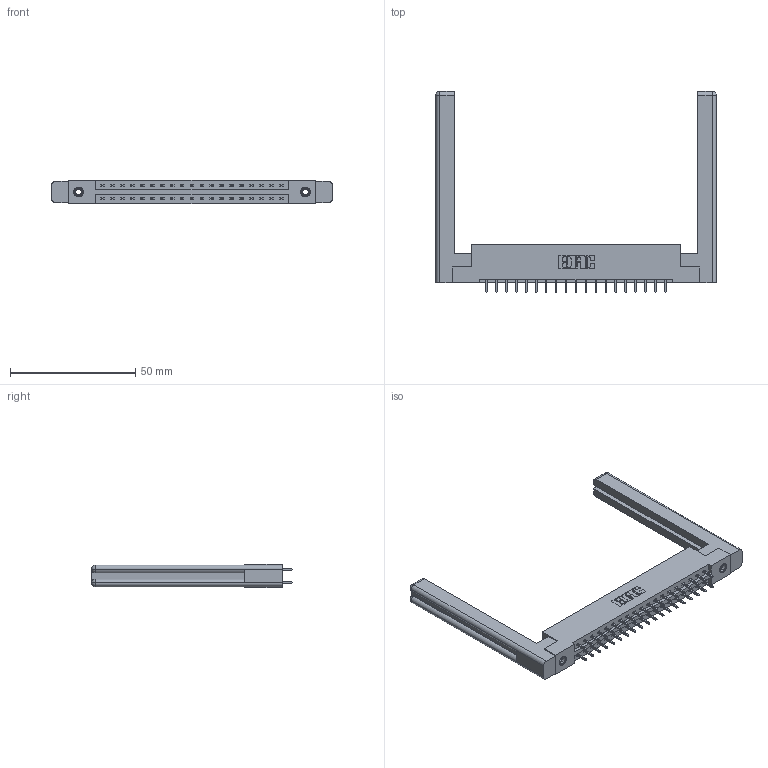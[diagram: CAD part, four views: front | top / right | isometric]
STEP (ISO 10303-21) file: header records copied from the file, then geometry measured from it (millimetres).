
FILE_DESCRIPTION (( 'STEP AP203' ), '1' );
FILE_NAME ('387-038-521-258.STEP', '2019-10-17T20:51:16', ( '' ), ( '' ), 'SwSTEP 2.0', 'SolidWorks 2016', '' );
FILE_SCHEMA (( 'CONFIG_CONTROL_DESIGN' ));
Length unit declared in the file: inch
Products named in the file (5): 337 Part_Flush Mounting Lugs - 0.156 Dia-TI; 345-250-001_345-250-001-102; 307-220-058; 345-292-001_345-293-121; 387-038-521-258
Assembly tree (43 placements, depth 2):
  387-038-521-258
    337 Part_Flush Mounting Lugs - 0.156 Dia-TI
    345-292-001_345-293-121  x38
    345-250-001_345-250-001-102  x2
    307-220-058  x2
Bounding box: 111.91 x 80.14 x 9.4 mm (x, y, z)
Volume: 18614.9 mm3; surface area: 17680.4 mm2
Topology: 43 solids, 43 shells, 2308 faces, 6783 edges, 4458 vertices
Faces by surface type: plane 1598, cylinder 686, cone 12, torus 12
Entity records: 20358 total; most frequent: CARTESIAN_POINT 3457, ORIENTED_EDGE 3332, DIRECTION 2998, EDGE_CURVE 1666, LINE 1490, VECTOR 1490, VERTEX_POINT 1102, AXIS2_PLACEMENT_3D 754
